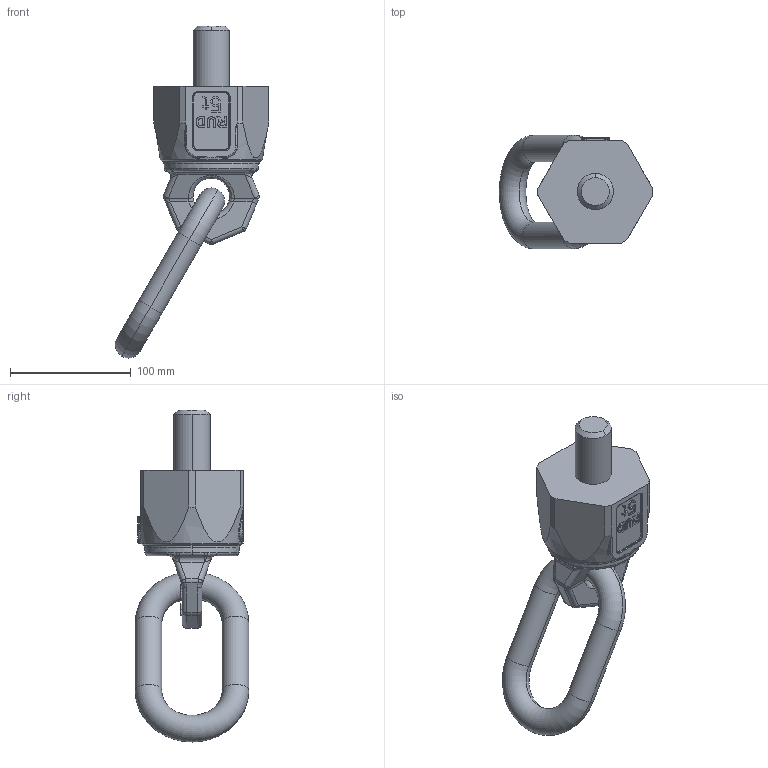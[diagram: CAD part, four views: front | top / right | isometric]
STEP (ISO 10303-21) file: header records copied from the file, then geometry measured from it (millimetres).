
FILE_DESCRIPTION((''),'2;1');
FILE_NAME('001-M31713-P-30_ASM','2018-05-09T',('Anja.Joas'),(''),'PRO/ENGINEER BY PARAMETRIC TECHNOLOGY CORPORATION, 2011490','PRO/ENGINEER BY PARAMETRIC TECHNOLOGY CORPORATION, 2011490','');
FILE_SCHEMA(('CONFIG_CONTROL_DESIGN'));
Length unit declared in the file: millimetre
Products named in the file (5): 001-M31526-P-40_AF0; 001-M31527-P-5; 001-M31713-P-20; 001-M31713-P-3; 001-M31713-P-30_ASM
Assembly tree (4 placements, depth 2):
  001-M31713-P-30_ASM
    001-M31526-P-40_AF0
    001-M31527-P-5
    001-M31713-P-20
    001-M31713-P-3
Bounding box: 127 x 94 x 274.65 mm (x, y, z)
Volume: 647619.4 mm3; surface area: 88748.4 mm2
Topology: 4 solids, 4 shells, 886 faces, 2415 edges, 1564 vertices
Faces by surface type: plane 700, cylinder 88, bspline 49, torus 33, sphere 10, cone 5, extrusion 1
Entity records: 30904 total; most frequent: CARTESIAN_POINT 8654, ORIENTED_EDGE 4830, DIRECTION 4220, EDGE_CURVE 2415, VECTOR 2050, LINE 2049, VERTEX_POINT 1564, AXIS2_PLACEMENT_3D 1085
